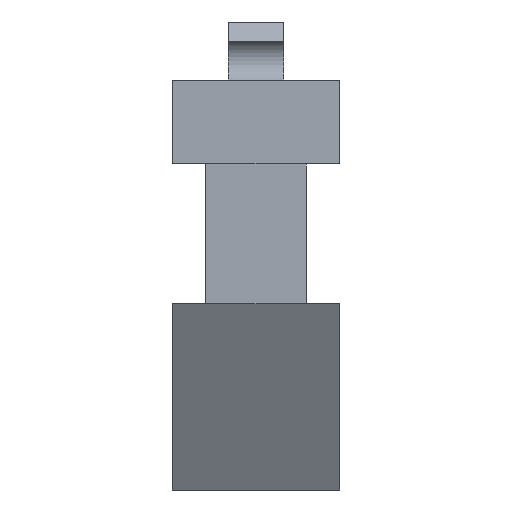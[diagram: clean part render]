
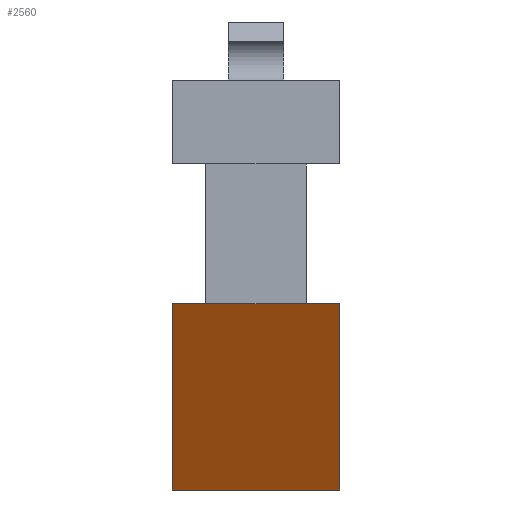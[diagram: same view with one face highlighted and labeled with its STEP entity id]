
A CAD part, left-side view. The second image highlights one B-rep face of the part: STEP entity #2560.
In plain terms, the highlighted planar face has unit normal (-0.866, 0, -0.5).
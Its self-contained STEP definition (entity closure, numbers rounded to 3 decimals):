
#1780 = PLANE('',#1781);
#1781 = AXIS2_PLACEMENT_3D('',#1782,#1783,#1784);
#1782 = CARTESIAN_POINT('',(-6.906,-24.,-25.));
#1783 = DIRECTION('',(1.,0.,0.));
#1784 = DIRECTION('',(0.,0.,1.));
#2178 = VERTEX_POINT('',#2179);
#2179 = CARTESIAN_POINT('',(-6.906,-6.,-25.));
#2193 = PLANE('',#2194);
#2194 = AXIS2_PLACEMENT_3D('',#2195,#2196,#2197);
#2195 = CARTESIAN_POINT('',(-61.679,0.,-25.));
#2196 = DIRECTION('',(0.,0.,-1.));
#2197 = DIRECTION('',(0.,-1.,0.));
#2268 = VERTEX_POINT('',#2269);
#2269 = CARTESIAN_POINT('',(-6.906,-24.,-25.));
#2290 = EDGE_CURVE('',#2268,#2178,#2291,.T.);
#2291 = SURFACE_CURVE('',#2292,(#2296,#2303),.PCURVE_S1.);
#2292 = LINE('',#2293,#2294);
#2293 = CARTESIAN_POINT('',(-6.906,-24.,-25.));
#2294 = VECTOR('',#2295,1.);
#2295 = DIRECTION('',(0.,1.,0.));
#2296 = PCURVE('',#1780,#2297);
#2297 = DEFINITIONAL_REPRESENTATION('',(#2298),#2302);
#2298 = LINE('',#2299,#2300);
#2299 = CARTESIAN_POINT('',(0.,0.));
#2300 = VECTOR('',#2301,1.);
#2301 = DIRECTION('',(0.,-1.));
#2302 = ( GEOMETRIC_REPRESENTATION_CONTEXT(2) 
PARAMETRIC_REPRESENTATION_CONTEXT() REPRESENTATION_CONTEXT('2D SPACE',''
  ) );
#2303 = PCURVE('',#2304,#2309);
#2304 = PLANE('',#2305);
#2305 = AXIS2_PLACEMENT_3D('',#2306,#2307,#2308);
#2306 = CARTESIAN_POINT('',(-21.34,0.,0.));
#2307 = DIRECTION('',(0.866,0.,0.5));
#2308 = DIRECTION('',(0.5,0.,-0.866));
#2309 = DEFINITIONAL_REPRESENTATION('',(#2310),#2314);
#2310 = LINE('',#2311,#2312);
#2311 = CARTESIAN_POINT('',(28.868,-24.));
#2312 = VECTOR('',#2313,1.);
#2313 = DIRECTION('',(0.,1.));
#2314 = ( GEOMETRIC_REPRESENTATION_CONTEXT(2) 
PARAMETRIC_REPRESENTATION_CONTEXT() REPRESENTATION_CONTEXT('2D SPACE',''
  ) );
#2336 = PLANE('',#2337);
#2337 = AXIS2_PLACEMENT_3D('',#2338,#2339,#2340);
#2338 = CARTESIAN_POINT('',(-61.679,-30.,-25.));
#2339 = DIRECTION('',(0.,0.,1.));
#2340 = DIRECTION('',(0.,1.,0.));
#2462 = EDGE_CURVE('',#2178,#2463,#2465,.T.);
#2463 = VERTEX_POINT('',#2464);
#2464 = CARTESIAN_POINT('',(-6.906,0.,-25.));
#2465 = SURFACE_CURVE('',#2466,(#2470,#2477),.PCURVE_S1.);
#2466 = LINE('',#2467,#2468);
#2467 = CARTESIAN_POINT('',(-6.906,0.,-25.));
#2468 = VECTOR('',#2469,1.);
#2469 = DIRECTION('',(0.,1.,0.));
#2470 = PCURVE('',#2193,#2471);
#2471 = DEFINITIONAL_REPRESENTATION('',(#2472),#2476);
#2472 = LINE('',#2473,#2474);
#2473 = CARTESIAN_POINT('',(0.,-54.774));
#2474 = VECTOR('',#2475,1.);
#2475 = DIRECTION('',(-1.,0.));
#2476 = ( GEOMETRIC_REPRESENTATION_CONTEXT(2) 
PARAMETRIC_REPRESENTATION_CONTEXT() REPRESENTATION_CONTEXT('2D SPACE',''
  ) );
#2477 = PCURVE('',#2304,#2478);
#2478 = DEFINITIONAL_REPRESENTATION('',(#2479),#2483);
#2479 = LINE('',#2480,#2481);
#2480 = CARTESIAN_POINT('',(28.868,0.));
#2481 = VECTOR('',#2482,1.);
#2482 = DIRECTION('',(0.,1.));
#2483 = ( GEOMETRIC_REPRESENTATION_CONTEXT(2) 
PARAMETRIC_REPRESENTATION_CONTEXT() REPRESENTATION_CONTEXT('2D SPACE',''
  ) );
#2501 = PLANE('',#2502);
#2502 = AXIS2_PLACEMENT_3D('',#2503,#2504,#2505);
#2503 = CARTESIAN_POINT('',(-7.341,0.,-15.072));
#2504 = DIRECTION('',(0.,1.,0.));
#2505 = DIRECTION('',(0.,0.,1.));
#2560 = ADVANCED_FACE('',(#2561),#2304,.F.);
#2561 = FACE_BOUND('',#2562,.F.);
#2562 = EDGE_LOOP('',(#2563,#2564,#2565,#2588,#2616,#2644));
#2563 = ORIENTED_EDGE('',*,*,#2462,.F.);
#2564 = ORIENTED_EDGE('',*,*,#2290,.F.);
#2565 = ORIENTED_EDGE('',*,*,#2566,.T.);
#2566 = EDGE_CURVE('',#2268,#2567,#2569,.T.);
#2567 = VERTEX_POINT('',#2568);
#2568 = CARTESIAN_POINT('',(-6.906,-30.,-25.));
#2569 = SURFACE_CURVE('',#2570,(#2574,#2581),.PCURVE_S1.);
#2570 = LINE('',#2571,#2572);
#2571 = CARTESIAN_POINT('',(-6.906,-15.,-25.));
#2572 = VECTOR('',#2573,1.);
#2573 = DIRECTION('',(0.,-1.,0.));
#2574 = PCURVE('',#2304,#2575);
#2575 = DEFINITIONAL_REPRESENTATION('',(#2576),#2580);
#2576 = LINE('',#2577,#2578);
#2577 = CARTESIAN_POINT('',(28.868,-15.));
#2578 = VECTOR('',#2579,1.);
#2579 = DIRECTION('',(0.,-1.));
#2580 = ( GEOMETRIC_REPRESENTATION_CONTEXT(2) 
PARAMETRIC_REPRESENTATION_CONTEXT() REPRESENTATION_CONTEXT('2D SPACE',''
  ) );
#2581 = PCURVE('',#2336,#2582);
#2582 = DEFINITIONAL_REPRESENTATION('',(#2583),#2587);
#2583 = LINE('',#2584,#2585);
#2584 = CARTESIAN_POINT('',(15.,-54.774));
#2585 = VECTOR('',#2586,1.);
#2586 = DIRECTION('',(-1.,0.));
#2587 = ( GEOMETRIC_REPRESENTATION_CONTEXT(2) 
PARAMETRIC_REPRESENTATION_CONTEXT() REPRESENTATION_CONTEXT('2D SPACE',''
  ) );
#2588 = ORIENTED_EDGE('',*,*,#2589,.T.);
#2589 = EDGE_CURVE('',#2567,#2590,#2592,.T.);
#2590 = VERTEX_POINT('',#2591);
#2591 = CARTESIAN_POINT('',(12.321,-30.,-58.301));
#2592 = SURFACE_CURVE('',#2593,(#2597,#2604),.PCURVE_S1.);
#2593 = LINE('',#2594,#2595);
#2594 = CARTESIAN_POINT('',(-21.34,-30.,0.));
#2595 = VECTOR('',#2596,1.);
#2596 = DIRECTION('',(0.5,0.,-0.866));
#2597 = PCURVE('',#2304,#2598);
#2598 = DEFINITIONAL_REPRESENTATION('',(#2599),#2603);
#2599 = LINE('',#2600,#2601);
#2600 = CARTESIAN_POINT('',(0.,-30.));
#2601 = VECTOR('',#2602,1.);
#2602 = DIRECTION('',(1.,0.));
#2603 = ( GEOMETRIC_REPRESENTATION_CONTEXT(2) 
PARAMETRIC_REPRESENTATION_CONTEXT() REPRESENTATION_CONTEXT('2D SPACE',''
  ) );
#2604 = PCURVE('',#2605,#2610);
#2605 = PLANE('',#2606);
#2606 = AXIS2_PLACEMENT_3D('',#2607,#2608,#2609);
#2607 = CARTESIAN_POINT('',(-7.341,-30.,-15.072));
#2608 = DIRECTION('',(0.,1.,0.));
#2609 = DIRECTION('',(0.,0.,1.));
#2610 = DEFINITIONAL_REPRESENTATION('',(#2611),#2615);
#2611 = LINE('',#2612,#2613);
#2612 = CARTESIAN_POINT('',(15.072,-13.999));
#2613 = VECTOR('',#2614,1.);
#2614 = DIRECTION('',(-0.866,0.5));
#2615 = ( GEOMETRIC_REPRESENTATION_CONTEXT(2) 
PARAMETRIC_REPRESENTATION_CONTEXT() REPRESENTATION_CONTEXT('2D SPACE',''
  ) );
#2616 = ORIENTED_EDGE('',*,*,#2617,.F.);
#2617 = EDGE_CURVE('',#2618,#2590,#2620,.T.);
#2618 = VERTEX_POINT('',#2619);
#2619 = CARTESIAN_POINT('',(12.321,0.,-58.301));
#2620 = SURFACE_CURVE('',#2621,(#2625,#2632),.PCURVE_S1.);
#2621 = LINE('',#2622,#2623);
#2622 = CARTESIAN_POINT('',(12.321,0.,-58.301));
#2623 = VECTOR('',#2624,1.);
#2624 = DIRECTION('',(0.,-1.,0.));
#2625 = PCURVE('',#2304,#2626);
#2626 = DEFINITIONAL_REPRESENTATION('',(#2627),#2631);
#2627 = LINE('',#2628,#2629);
#2628 = CARTESIAN_POINT('',(67.321,0.));
#2629 = VECTOR('',#2630,1.);
#2630 = DIRECTION('',(0.,-1.));
#2631 = ( GEOMETRIC_REPRESENTATION_CONTEXT(2) 
PARAMETRIC_REPRESENTATION_CONTEXT() REPRESENTATION_CONTEXT('2D SPACE',''
  ) );
#2632 = PCURVE('',#2633,#2638);
#2633 = PLANE('',#2634);
#2634 = AXIS2_PLACEMENT_3D('',#2635,#2636,#2637);
#2635 = CARTESIAN_POINT('',(12.321,0.,-58.301));
#2636 = DIRECTION('',(0.,0.,1.));
#2637 = DIRECTION('',(1.,0.,0.));
#2638 = DEFINITIONAL_REPRESENTATION('',(#2639),#2643);
#2639 = LINE('',#2640,#2641);
#2640 = CARTESIAN_POINT('',(0.,0.));
#2641 = VECTOR('',#2642,1.);
#2642 = DIRECTION('',(0.,-1.));
#2643 = ( GEOMETRIC_REPRESENTATION_CONTEXT(2) 
PARAMETRIC_REPRESENTATION_CONTEXT() REPRESENTATION_CONTEXT('2D SPACE',''
  ) );
#2644 = ORIENTED_EDGE('',*,*,#2645,.F.);
#2645 = EDGE_CURVE('',#2463,#2618,#2646,.T.);
#2646 = SURFACE_CURVE('',#2647,(#2651,#2658),.PCURVE_S1.);
#2647 = LINE('',#2648,#2649);
#2648 = CARTESIAN_POINT('',(-21.34,0.,0.));
#2649 = VECTOR('',#2650,1.);
#2650 = DIRECTION('',(0.5,0.,-0.866));
#2651 = PCURVE('',#2304,#2652);
#2652 = DEFINITIONAL_REPRESENTATION('',(#2653),#2657);
#2653 = LINE('',#2654,#2655);
#2654 = CARTESIAN_POINT('',(0.,0.));
#2655 = VECTOR('',#2656,1.);
#2656 = DIRECTION('',(1.,0.));
#2657 = ( GEOMETRIC_REPRESENTATION_CONTEXT(2) 
PARAMETRIC_REPRESENTATION_CONTEXT() REPRESENTATION_CONTEXT('2D SPACE',''
  ) );
#2658 = PCURVE('',#2501,#2659);
#2659 = DEFINITIONAL_REPRESENTATION('',(#2660),#2664);
#2660 = LINE('',#2661,#2662);
#2661 = CARTESIAN_POINT('',(15.072,-13.999));
#2662 = VECTOR('',#2663,1.);
#2663 = DIRECTION('',(-0.866,0.5));
#2664 = ( GEOMETRIC_REPRESENTATION_CONTEXT(2) 
PARAMETRIC_REPRESENTATION_CONTEXT() REPRESENTATION_CONTEXT('2D SPACE',''
  ) );
